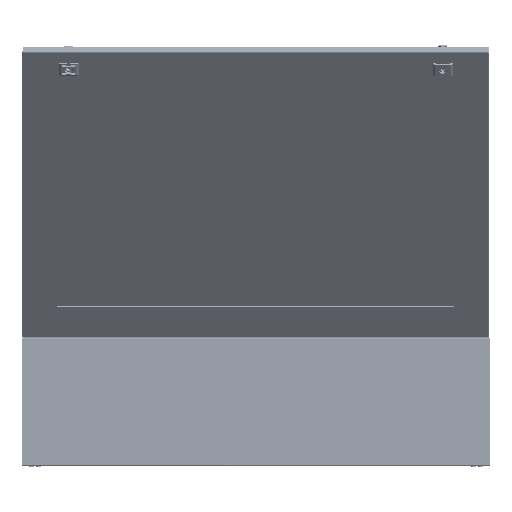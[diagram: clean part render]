
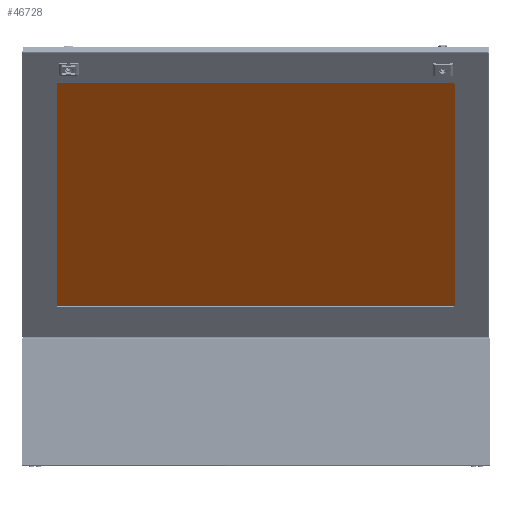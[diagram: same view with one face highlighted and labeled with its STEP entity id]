
A CAD part, front view. The second image highlights one B-rep face of the part: STEP entity #46728.
In plain terms, the highlighted face is planar.
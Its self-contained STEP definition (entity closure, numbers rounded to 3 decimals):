
#8299 = VECTOR ( 'NONE', #72069, 1000. ) ;
#8303 = VECTOR ( 'NONE', #72079, 1000. ) ;
#8309 = VECTOR ( 'NONE', #72088, 1000. ) ;
#8319 = VECTOR ( 'NONE', #72094, 1000. ) ;
#10784 = LINE ( 'NONE', #72067, #8299 ) ;
#23895 = AXIS2_PLACEMENT_3D ( 'NONE', #149382, #149406, #149408 ) ;
#46728 = ADVANCED_FACE ( 'NONE', ( #149400 ), #149402, .T. ) ;
#49098 = CARTESIAN_POINT ( 'NONE',  ( 435., 322.5, 4. ) ) ;
#49105 = CARTESIAN_POINT ( 'NONE',  ( 435., -322.5, 4. ) ) ;
#49107 = CARTESIAN_POINT ( 'NONE',  ( -435., 322.5, 4. ) ) ;
#49147 = CARTESIAN_POINT ( 'NONE',  ( -435., -322.5, 4. ) ) ;
#63786 = VERTEX_POINT ( 'NONE', #49098 ) ;
#63798 = VERTEX_POINT ( 'NONE', #49105 ) ;
#63801 = VERTEX_POINT ( 'NONE', #49107 ) ;
#63867 = VERTEX_POINT ( 'NONE', #49147 ) ;
#72065 = LINE ( 'NONE', #72078, #8303 ) ;
#72067 = CARTESIAN_POINT ( 'NONE',  ( -435., 322.5, 4. ) ) ;
#72068 = LINE ( 'NONE', #72087, #8309 ) ;
#72069 = DIRECTION ( 'NONE',  ( 0., -1., 0. ) ) ;
#72078 = CARTESIAN_POINT ( 'NONE',  ( -435., -322.5, 4. ) ) ;
#72079 = DIRECTION ( 'NONE',  ( 1., 0., 0. ) ) ;
#72087 = CARTESIAN_POINT ( 'NONE',  ( 435., 322.5, 4. ) ) ;
#72088 = DIRECTION ( 'NONE',  ( 0., 1., 0. ) ) ;
#72092 = LINE ( 'NONE', #72093, #8319 ) ;
#72093 = CARTESIAN_POINT ( 'NONE',  ( -435., 322.5, 4. ) ) ;
#72094 = DIRECTION ( 'NONE',  ( -1., 0., 0. ) ) ;
#106056 = EDGE_CURVE ( 'NONE', #63801, #63867, #10784, .T. ) ;
#106065 = EDGE_CURVE ( 'NONE', #63867, #63798, #72065, .T. ) ;
#106072 = EDGE_CURVE ( 'NONE', #63798, #63786, #72068, .T. ) ;
#106077 = EDGE_CURVE ( 'NONE', #63786, #63801, #72092, .T. ) ;
#116198 = EDGE_LOOP ( 'NONE', ( #152011, #152012, #152013, #152015 ) ) ;
#149382 = CARTESIAN_POINT ( 'NONE',  ( -435., -322.5, 4. ) ) ;
#149400 = FACE_OUTER_BOUND ( 'NONE', #116198, .T. ) ;
#149402 = PLANE ( 'NONE',  #23895 ) ;
#149406 = DIRECTION ( 'NONE',  ( 0., 0., 1. ) ) ;
#149408 = DIRECTION ( 'NONE',  ( 1., 0., 0. ) ) ;
#152011 = ORIENTED_EDGE ( 'NONE', *, *, #106056, .T. ) ;
#152012 = ORIENTED_EDGE ( 'NONE', *, *, #106065, .T. ) ;
#152013 = ORIENTED_EDGE ( 'NONE', *, *, #106072, .T. ) ;
#152015 = ORIENTED_EDGE ( 'NONE', *, *, #106077, .T. ) ;
